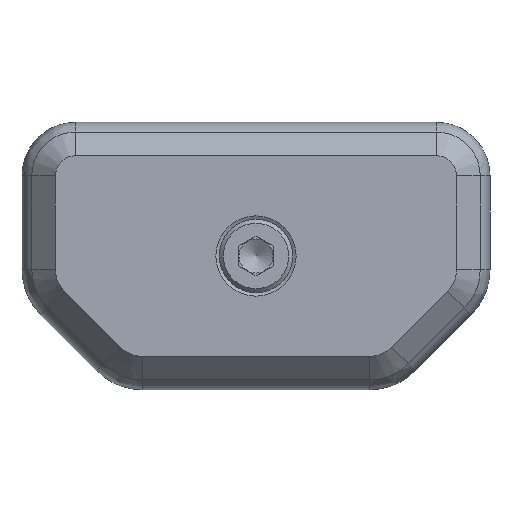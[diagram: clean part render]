
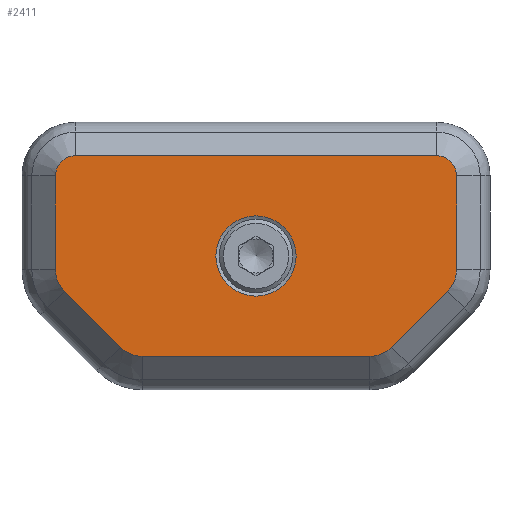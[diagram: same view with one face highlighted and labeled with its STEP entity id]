
A CAD part, front view. The second image highlights one B-rep face of the part: STEP entity #2411.
In plain terms, the highlighted planar face has unit normal (0, -1, 0).
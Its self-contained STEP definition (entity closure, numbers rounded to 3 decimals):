
#74=FACE_BOUND('',#431,.T.);
#113=PLANE('',#2686);
#278=FACE_OUTER_BOUND('',#430,.T.);
#430=EDGE_LOOP('',(#2033,#2034,#2035,#2036,#2037,#2038,#2039,#2040,#2041,
#2042,#2043,#2044));
#431=EDGE_LOOP('',(#2045));
#582=LINE('',#4180,#778);
#585=LINE('',#4188,#781);
#588=LINE('',#4196,#784);
#602=LINE('',#4231,#798);
#605=LINE('',#4239,#801);
#607=LINE('',#4245,#803);
#778=VECTOR('',#3226,10.);
#781=VECTOR('',#3235,10.);
#784=VECTOR('',#3244,10.);
#798=VECTOR('',#3282,10.);
#801=VECTOR('',#3291,10.);
#803=VECTOR('',#3299,10.);
#972=CIRCLE('',#2658,2.3);
#973=CIRCLE('',#2661,1.5);
#974=CIRCLE('',#2664,1.5);
#978=CIRCLE('',#2676,2.3);
#979=CIRCLE('',#2679,2.3);
#980=CIRCLE('',#2682,2.3);
#981=CIRCLE('',#2687,3.);
#1154=VERTEX_POINT('',#4172);
#1155=VERTEX_POINT('',#4174);
#1156=VERTEX_POINT('',#4178);
#1157=VERTEX_POINT('',#4182);
#1158=VERTEX_POINT('',#4186);
#1159=VERTEX_POINT('',#4190);
#1160=VERTEX_POINT('',#4194);
#1168=VERTEX_POINT('',#4225);
#1169=VERTEX_POINT('',#4229);
#1170=VERTEX_POINT('',#4233);
#1171=VERTEX_POINT('',#4237);
#1172=VERTEX_POINT('',#4241);
#1173=VERTEX_POINT('',#4251);
#1440=EDGE_CURVE('',#1154,#1155,#972,.T.);
#1443=EDGE_CURVE('',#1156,#1154,#582,.T.);
#1445=EDGE_CURVE('',#1157,#1156,#973,.T.);
#1447=EDGE_CURVE('',#1158,#1157,#585,.T.);
#1449=EDGE_CURVE('',#1159,#1158,#974,.T.);
#1451=EDGE_CURVE('',#1160,#1159,#588,.T.);
#1467=EDGE_CURVE('',#1168,#1160,#978,.T.);
#1469=EDGE_CURVE('',#1169,#1168,#602,.T.);
#1471=EDGE_CURVE('',#1170,#1169,#979,.T.);
#1473=EDGE_CURVE('',#1171,#1170,#605,.T.);
#1475=EDGE_CURVE('',#1172,#1171,#980,.T.);
#1476=EDGE_CURVE('',#1155,#1172,#607,.T.);
#1479=EDGE_CURVE('',#1173,#1173,#981,.T.);
#2033=ORIENTED_EDGE('',*,*,#1447,.F.);
#2034=ORIENTED_EDGE('',*,*,#1449,.F.);
#2035=ORIENTED_EDGE('',*,*,#1451,.F.);
#2036=ORIENTED_EDGE('',*,*,#1467,.F.);
#2037=ORIENTED_EDGE('',*,*,#1469,.F.);
#2038=ORIENTED_EDGE('',*,*,#1471,.F.);
#2039=ORIENTED_EDGE('',*,*,#1473,.F.);
#2040=ORIENTED_EDGE('',*,*,#1475,.F.);
#2041=ORIENTED_EDGE('',*,*,#1476,.F.);
#2042=ORIENTED_EDGE('',*,*,#1440,.F.);
#2043=ORIENTED_EDGE('',*,*,#1443,.F.);
#2044=ORIENTED_EDGE('',*,*,#1445,.F.);
#2045=ORIENTED_EDGE('',*,*,#1479,.T.);
#2411=ADVANCED_FACE('',(#278,#74),#113,.F.);
#2658=AXIS2_PLACEMENT_3D('',#4175,#3220,#3221);
#2661=AXIS2_PLACEMENT_3D('',#4184,#3230,#3231);
#2664=AXIS2_PLACEMENT_3D('',#4192,#3239,#3240);
#2676=AXIS2_PLACEMENT_3D('',#4227,#3277,#3278);
#2679=AXIS2_PLACEMENT_3D('',#4235,#3286,#3287);
#2682=AXIS2_PLACEMENT_3D('',#4243,#3295,#3296);
#2686=AXIS2_PLACEMENT_3D('',#4250,#3306,#3307);
#2687=AXIS2_PLACEMENT_3D('',#4252,#3308,#3309);
#3220=DIRECTION('center_axis',(0.,1.,0.));
#3221=DIRECTION('ref_axis',(0.924,0.,-0.383));
#3226=DIRECTION('',(0.,0.,-1.));
#3230=DIRECTION('center_axis',(0.,1.,0.));
#3231=DIRECTION('ref_axis',(0.707,0.,0.707));
#3235=DIRECTION('',(1.,0.,0.));
#3239=DIRECTION('center_axis',(0.,1.,0.));
#3240=DIRECTION('ref_axis',(-0.707,0.,0.707));
#3244=DIRECTION('',(0.,0.,1.));
#3277=DIRECTION('center_axis',(0.,1.,0.));
#3278=DIRECTION('ref_axis',(-0.924,0.,-0.383));
#3282=DIRECTION('',(-0.707,0.,0.707));
#3286=DIRECTION('center_axis',(0.,1.,0.));
#3287=DIRECTION('ref_axis',(-0.383,0.,-0.924));
#3291=DIRECTION('',(-1.,0.,0.));
#3295=DIRECTION('center_axis',(0.,1.,0.));
#3296=DIRECTION('ref_axis',(0.383,0.,-0.924));
#3299=DIRECTION('',(-0.707,0.,-0.707));
#3306=DIRECTION('center_axis',(0.,1.,0.));
#3307=DIRECTION('ref_axis',(1.,0.,0.));
#3308=DIRECTION('center_axis',(0.,1.,0.));
#3309=DIRECTION('ref_axis',(1.,0.,0.));
#4172=CARTESIAN_POINT('',(32.5,-1.,8.988));
#4174=CARTESIAN_POINT('',(31.826,-1.,7.362));
#4175=CARTESIAN_POINT('Origin',(30.2,-1.,8.988));
#4178=CARTESIAN_POINT('',(32.5,-1.,16.));
#4180=CARTESIAN_POINT('',(32.5,-1.,11.25));
#4182=CARTESIAN_POINT('',(31.,-1.,17.5));
#4184=CARTESIAN_POINT('Origin',(31.,-1.,16.));
#4186=CARTESIAN_POINT('',(4.,-1.,17.5));
#4188=CARTESIAN_POINT('',(22.5,-1.,17.5));
#4190=CARTESIAN_POINT('',(2.5,-1.,16.));
#4192=CARTESIAN_POINT('Origin',(4.,-1.,16.));
#4194=CARTESIAN_POINT('',(2.5,-1.,8.988));
#4196=CARTESIAN_POINT('',(2.5,-1.,4.75));
#4225=CARTESIAN_POINT('',(3.174,-1.,7.362));
#4227=CARTESIAN_POINT('Origin',(4.8,-1.,8.988));
#4229=CARTESIAN_POINT('',(7.362,-1.,3.174));
#4231=CARTESIAN_POINT('',(17.643,-1.,-7.107));
#4233=CARTESIAN_POINT('',(8.988,-1.,2.5));
#4235=CARTESIAN_POINT('Origin',(8.988,-1.,4.8));
#4237=CARTESIAN_POINT('',(26.012,-1.,2.5));
#4239=CARTESIAN_POINT('',(36.5,-1.,2.5));
#4241=CARTESIAN_POINT('',(27.638,-1.,3.174));
#4243=CARTESIAN_POINT('Origin',(26.012,-1.,4.8));
#4245=CARTESIAN_POINT('',(34.607,-1.,10.143));
#4250=CARTESIAN_POINT('Origin',(45.,-1.,2.5));
#4251=CARTESIAN_POINT('',(14.5,-1.,10.));
#4252=CARTESIAN_POINT('Origin',(17.5,-1.,10.));
